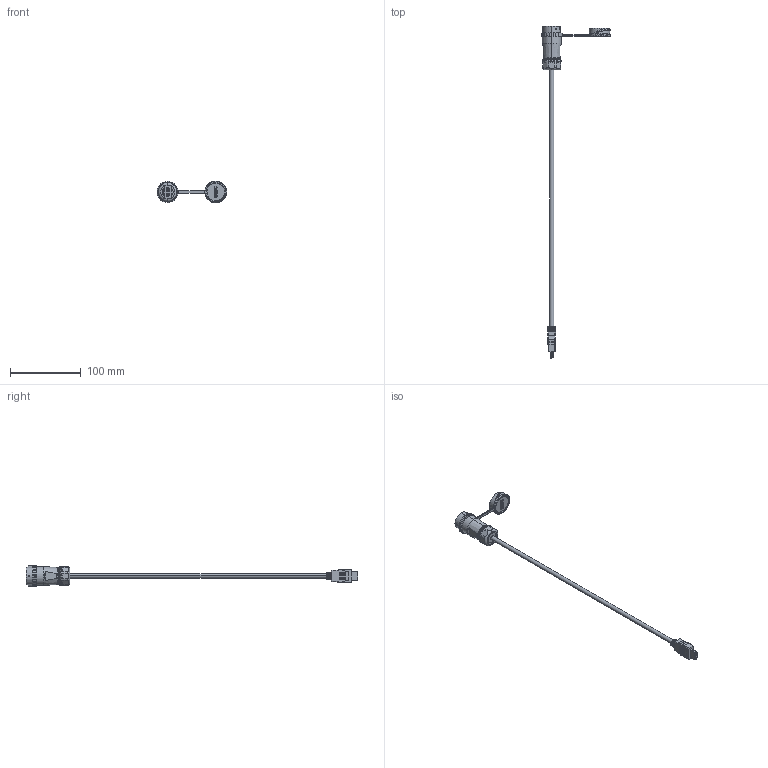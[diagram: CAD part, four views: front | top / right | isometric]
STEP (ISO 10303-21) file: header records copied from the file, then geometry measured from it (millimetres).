
FILE_DESCRIPTION((''),'2;1');
FILE_NAME('3D-SF2411-SHDMI2_0','2025-07-14T15:07:35',('Administrator'),(''),'CREO PARAMETRIC BY PTC INC, 2018050','CREO PARAMETRIC BY PTC INC, 2018050','');
FILE_SCHEMA(('CONFIG_CONTROL_DESIGN'));
Length unit declared in the file: millimetre
Products named in the file (1): 3D-SF2411-SHDMI2_0
Bounding box: 99 x 470.7 x 30.5 mm (x, y, z)
Volume: 49290.5 mm3; surface area: 25432.9 mm2
Topology: 3 solids, 8 shells, 962 faces, 2598 edges, 1697 vertices
Faces by surface type: plane 666, cylinder 161, bspline 51, cone 44, torus 21, sphere 16, extrusion 3
Entity records: 35606 total; most frequent: CARTESIAN_POINT 12524, ORIENTED_EDGE 5166, DIRECTION 4248, EDGE_CURVE 2583, VERTEX_POINT 1697, AXIS2_PLACEMENT_3D 1459, VECTOR 1330, LINE 1327
